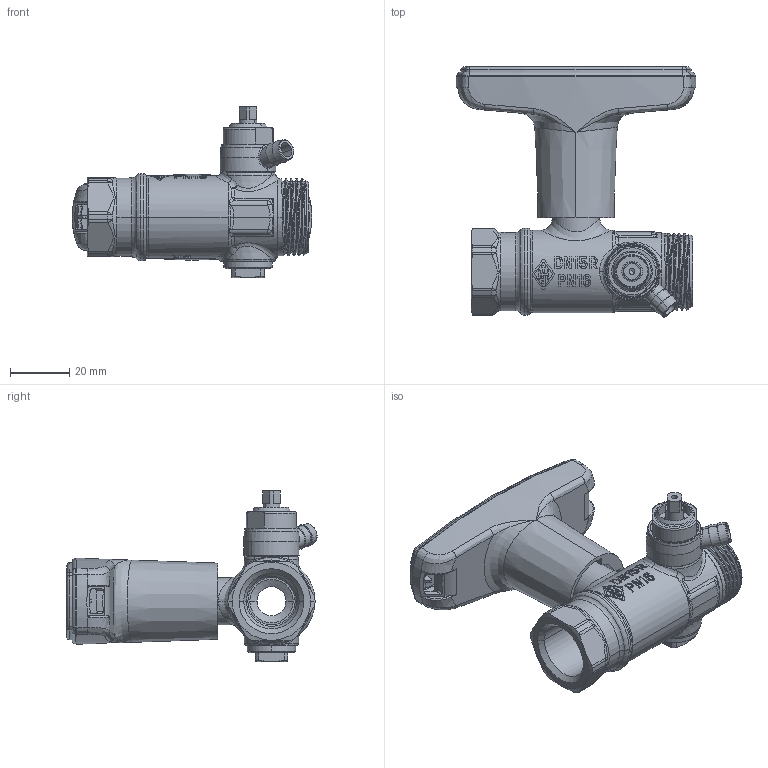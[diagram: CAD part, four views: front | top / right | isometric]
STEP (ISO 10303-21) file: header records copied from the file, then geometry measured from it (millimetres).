
FILE_DESCRIPTION((''),'2;1');
FILE_NAME('0675-02-000_SW0001','2010-09-21T',('marann'),(''),'PRO/ENGINEER BY PARAMETRIC TECHNOLOGY CORPORATION, 2010100','PRO/ENGINEER BY PARAMETRIC TECHNOLOGY CORPORATION, 2010100','');
FILE_SCHEMA(('CONFIG_CONTROL_DESIGN'));
Length unit declared in the file: millimetre
Products named in the file (1): 0675-02-000_SW0001
Bounding box: 81.3 x 84.81 x 58.1 mm (x, y, z)
Volume: 49339.6 mm3; surface area: 42327 mm2
Topology: 2 solids, 4 shells, 2091 faces, 5550 edges, 3541 vertices
Faces by surface type: plane 1203, cylinder 362, bspline 210, cone 138, torus 136, sphere 32, extrusion 10
Entity records: 85690 total; most frequent: CARTESIAN_POINT 35646, ORIENTED_EDGE 11092, DIRECTION 9418, EDGE_CURVE 5546, VERTEX_POINT 3541, VECTOR 3370, LINE 3360, AXIS2_PLACEMENT_3D 3024
